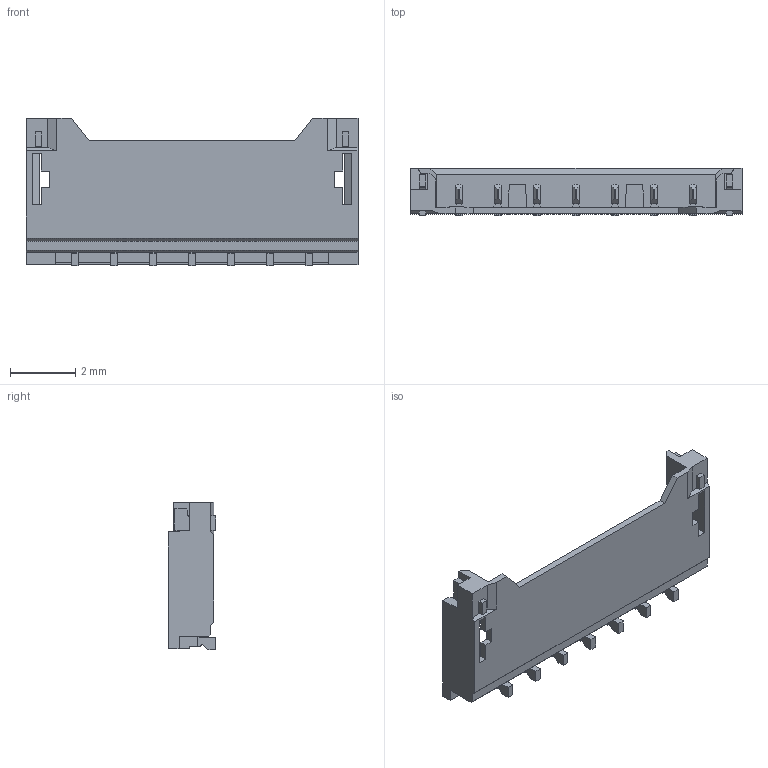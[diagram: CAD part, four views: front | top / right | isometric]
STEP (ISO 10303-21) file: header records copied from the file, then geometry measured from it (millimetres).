
FILE_DESCRIPTION((''),'2;1');
FILE_NAME('781715007','2014-01-16T',('me'),(''),'PRO/ENGINEER BY PARAMETRIC TECHNOLOGY CORPORATION, 2011490','PRO/ENGINEER BY PARAMETRIC TECHNOLOGY CORPORATION, 2011490','');
FILE_SCHEMA(('CONFIG_CONTROL_DESIGN'));
Length unit declared in the file: millimetre
Products named in the file (1): 781715007
Bounding box: 10.2 x 1.45 x 4.53 mm (x, y, z)
Volume: 19.9 mm3; surface area: 150.3 mm2
Topology: 1 solids, 1 shells, 297 faces, 917 edges, 629 vertices
Faces by surface type: plane 288, cylinder 9
Entity records: 9985 total; most frequent: CARTESIAN_POINT 1791, ORIENTED_EDGE 1742, DIRECTION 1531, VECTOR 899, LINE 899, EDGE_CURVE 871, VERTEX_POINT 576, AXIS2_PLACEMENT_3D 316
